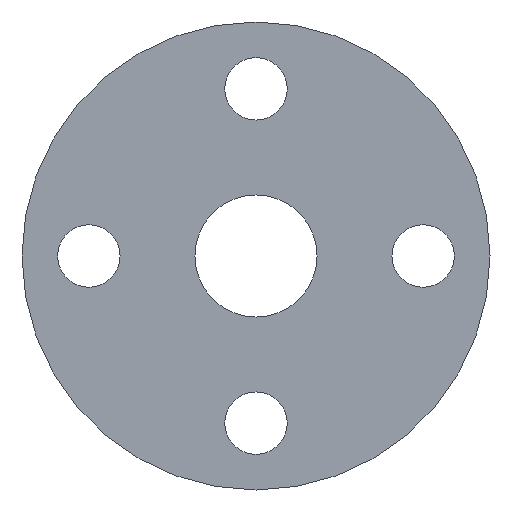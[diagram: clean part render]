
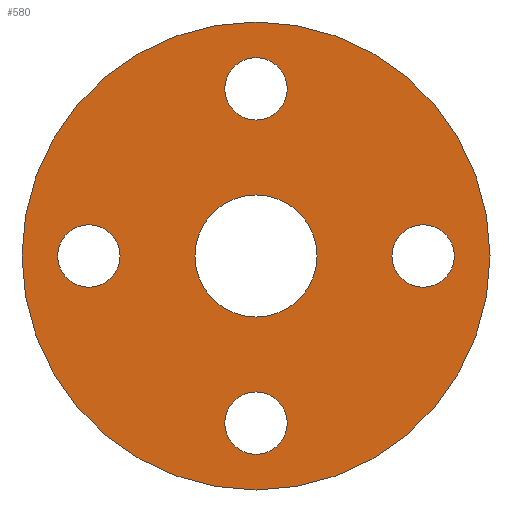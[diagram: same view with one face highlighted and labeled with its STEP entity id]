
A CAD part, front view. The second image highlights one B-rep face of the part: STEP entity #580.
In plain terms, the highlighted planar face has unit normal (0, -1, 0).
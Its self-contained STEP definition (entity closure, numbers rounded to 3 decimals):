
#1 = AXIS2_PLACEMENT_3D ( 'NONE', #343, #527, #157 ) ;
#8 = CIRCLE ( 'NONE', #340, 7. ) ;
#18 = AXIS2_PLACEMENT_3D ( 'NONE', #471, #50, #51 ) ;
#20 = DIRECTION ( 'NONE',  ( 0., 0., 1. ) ) ;
#23 = DIRECTION ( 'NONE',  ( 0., -1., 0. ) ) ;
#29 = VERTEX_POINT ( 'NONE', #405 ) ;
#30 = EDGE_CURVE ( 'NONE', #255, #29, #346, .T. ) ;
#32 = DIRECTION ( 'NONE',  ( 0., -1., 0. ) ) ;
#35 = DIRECTION ( 'NONE',  ( 0., 0., 1. ) ) ;
#48 = CIRCLE ( 'NONE', #237, 7. ) ;
#50 = DIRECTION ( 'NONE',  ( 0., 1., 0. ) ) ;
#51 = DIRECTION ( 'NONE',  ( 0., 0., 1. ) ) ;
#53 = DIRECTION ( 'NONE',  ( 0., -1., 0. ) ) ;
#54 = EDGE_CURVE ( 'NONE', #202, #477, #138, .T. ) ;
#56 = VERTEX_POINT ( 'NONE', #189 ) ;
#65 = CARTESIAN_POINT ( 'NONE',  ( 0., 0., 0. ) ) ;
#81 = ORIENTED_EDGE ( 'NONE', *, *, #54, .F. ) ;
#86 = CARTESIAN_POINT ( 'NONE',  ( 0., 0., 44.5 ) ) ;
#90 = EDGE_CURVE ( 'NONE', #401, #56, #48, .T. ) ;
#94 = ORIENTED_EDGE ( 'NONE', *, *, #495, .F. ) ;
#97 = CARTESIAN_POINT ( 'NONE',  ( 0., 0., -13.7 ) ) ;
#101 = CARTESIAN_POINT ( 'NONE',  ( -44.5, 0., 0. ) ) ;
#104 = DIRECTION ( 'NONE',  ( 0., 0., 1. ) ) ;
#105 = EDGE_CURVE ( 'NONE', #500, #217, #583, .T. ) ;
#106 = ORIENTED_EDGE ( 'NONE', *, *, #105, .T. ) ;
#112 = AXIS2_PLACEMENT_3D ( 'NONE', #333, #484, #20 ) ;
#127 = FACE_BOUND ( 'NONE', #224, .T. ) ;
#133 = EDGE_LOOP ( 'NONE', ( #539, #587 ) ) ;
#138 = CIRCLE ( 'NONE', #377, 52.5 ) ;
#140 = CARTESIAN_POINT ( 'NONE',  ( -30.5, 0., 0. ) ) ;
#152 = EDGE_CURVE ( 'NONE', #29, #255, #504, .T. ) ;
#154 = VERTEX_POINT ( 'NONE', #101 ) ;
#157 = DIRECTION ( 'NONE',  ( -1., 0., 0. ) ) ;
#167 = FACE_BOUND ( 'NONE', #252, .T. ) ;
#170 = CARTESIAN_POINT ( 'NONE',  ( 0., 0., 52.5 ) ) ;
#172 = EDGE_CURVE ( 'NONE', #477, #202, #338, .T. ) ;
#175 = DIRECTION ( 'NONE',  ( 0., -1., 0. ) ) ;
#176 = CARTESIAN_POINT ( 'NONE',  ( 37.5, 0., 0. ) ) ;
#178 = CARTESIAN_POINT ( 'NONE',  ( 0., 0., -37.5 ) ) ;
#183 = DIRECTION ( 'NONE',  ( 1., 0., 0. ) ) ;
#185 = ORIENTED_EDGE ( 'NONE', *, *, #296, .F. ) ;
#189 = CARTESIAN_POINT ( 'NONE',  ( 0., 0., -44.5 ) ) ;
#195 = CARTESIAN_POINT ( 'NONE',  ( 0., 0., 30.5 ) ) ;
#200 = DIRECTION ( 'NONE',  ( -1., 0., 0. ) ) ;
#202 = VERTEX_POINT ( 'NONE', #323 ) ;
#205 = EDGE_LOOP ( 'NONE', ( #494, #81 ) ) ;
#208 = ORIENTED_EDGE ( 'NONE', *, *, #585, .T. ) ;
#216 = FACE_BOUND ( 'NONE', #133, .T. ) ;
#217 = VERTEX_POINT ( 'NONE', #97 ) ;
#221 = DIRECTION ( 'NONE',  ( 1., 0., 0. ) ) ;
#224 = EDGE_LOOP ( 'NONE', ( #106, #208 ) ) ;
#231 = DIRECTION ( 'NONE',  ( 0., 1., 0. ) ) ;
#232 = DIRECTION ( 'NONE',  ( 0., 0., 1. ) ) ;
#237 = AXIS2_PLACEMENT_3D ( 'NONE', #178, #564, #317 ) ;
#246 = ORIENTED_EDGE ( 'NONE', *, *, #30, .F. ) ;
#248 = CARTESIAN_POINT ( 'NONE',  ( 30.5, 0., 0. ) ) ;
#252 = EDGE_LOOP ( 'NONE', ( #407, #246 ) ) ;
#255 = VERTEX_POINT ( 'NONE', #248 ) ;
#263 = CARTESIAN_POINT ( 'NONE',  ( 0., 0., 13.7 ) ) ;
#264 = CARTESIAN_POINT ( 'NONE',  ( 0., 0., 0. ) ) ;
#269 = VERTEX_POINT ( 'NONE', #195 ) ;
#283 = CARTESIAN_POINT ( 'NONE',  ( 0., 0., 0. ) ) ;
#287 = AXIS2_PLACEMENT_3D ( 'NONE', #176, #423, #183 ) ;
#296 = EDGE_CURVE ( 'NONE', #592, #154, #301, .T. ) ;
#301 = CIRCLE ( 'NONE', #1, 7. ) ;
#309 = EDGE_CURVE ( 'NONE', #528, #269, #559, .T. ) ;
#313 = ORIENTED_EDGE ( 'NONE', *, *, #383, .F. ) ;
#315 = AXIS2_PLACEMENT_3D ( 'NONE', #283, #420, #232 ) ;
#317 = DIRECTION ( 'NONE',  ( 0., 0., -1. ) ) ;
#323 = CARTESIAN_POINT ( 'NONE',  ( 0., 0., -52.5 ) ) ;
#333 = CARTESIAN_POINT ( 'NONE',  ( 0., 0., 37.5 ) ) ;
#337 = EDGE_LOOP ( 'NONE', ( #313, #185 ) ) ;
#338 = CIRCLE ( 'NONE', #18, 52.5 ) ;
#340 = AXIS2_PLACEMENT_3D ( 'NONE', #446, #32, #35 ) ;
#343 = CARTESIAN_POINT ( 'NONE',  ( -37.5, 0., 0. ) ) ;
#346 = CIRCLE ( 'NONE', #409, 7. ) ;
#351 = CARTESIAN_POINT ( 'NONE',  ( 0., 0., -37.5 ) ) ;
#352 = AXIS2_PLACEMENT_3D ( 'NONE', #351, #499, #412 ) ;
#358 = FACE_BOUND ( 'NONE', #371, .T. ) ;
#363 = CIRCLE ( 'NONE', #352, 7. ) ;
#371 = EDGE_LOOP ( 'NONE', ( #94, #507 ) ) ;
#377 = AXIS2_PLACEMENT_3D ( 'NONE', #264, #469, #104 ) ;
#383 = EDGE_CURVE ( 'NONE', #154, #592, #509, .T. ) ;
#401 = VERTEX_POINT ( 'NONE', #576 ) ;
#405 = CARTESIAN_POINT ( 'NONE',  ( 44.5, 0., 0. ) ) ;
#407 = ORIENTED_EDGE ( 'NONE', *, *, #152, .F. ) ;
#409 = AXIS2_PLACEMENT_3D ( 'NONE', #590, #175, #221 ) ;
#412 = DIRECTION ( 'NONE',  ( 0., 0., -1. ) ) ;
#420 = DIRECTION ( 'NONE',  ( 0., 1., 0. ) ) ;
#423 = DIRECTION ( 'NONE',  ( 0., -1., 0. ) ) ;
#436 = CARTESIAN_POINT ( 'NONE',  ( -52.5, 0., 0. ) ) ;
#437 = CARTESIAN_POINT ( 'NONE',  ( -37.5, 0., 0. ) ) ;
#446 = CARTESIAN_POINT ( 'NONE',  ( 0., 0., 37.5 ) ) ;
#454 = FACE_BOUND ( 'NONE', #337, .T. ) ;
#468 = AXIS2_PLACEMENT_3D ( 'NONE', #436, #53, #569 ) ;
#469 = DIRECTION ( 'NONE',  ( 0., 1., 0. ) ) ;
#471 = CARTESIAN_POINT ( 'NONE',  ( 0., 0., 0. ) ) ;
#475 = PLANE ( 'NONE',  #468 ) ;
#477 = VERTEX_POINT ( 'NONE', #170 ) ;
#484 = DIRECTION ( 'NONE',  ( 0., -1., 0. ) ) ;
#488 = AXIS2_PLACEMENT_3D ( 'NONE', #65, #231, #563 ) ;
#491 = AXIS2_PLACEMENT_3D ( 'NONE', #437, #23, #200 ) ;
#494 = ORIENTED_EDGE ( 'NONE', *, *, #172, .F. ) ;
#495 = EDGE_CURVE ( 'NONE', #56, #401, #363, .T. ) ;
#499 = DIRECTION ( 'NONE',  ( 0., -1., 0. ) ) ;
#500 = VERTEX_POINT ( 'NONE', #263 ) ;
#504 = CIRCLE ( 'NONE', #287, 7. ) ;
#507 = ORIENTED_EDGE ( 'NONE', *, *, #90, .F. ) ;
#509 = CIRCLE ( 'NONE', #491, 7. ) ;
#517 = CIRCLE ( 'NONE', #488, 13.7 ) ;
#524 = FACE_OUTER_BOUND ( 'NONE', #205, .T. ) ;
#527 = DIRECTION ( 'NONE',  ( 0., -1., 0. ) ) ;
#528 = VERTEX_POINT ( 'NONE', #86 ) ;
#539 = ORIENTED_EDGE ( 'NONE', *, *, #309, .F. ) ;
#554 = EDGE_CURVE ( 'NONE', #269, #528, #8, .T. ) ;
#559 = CIRCLE ( 'NONE', #112, 7. ) ;
#563 = DIRECTION ( 'NONE',  ( 0., 0., 1. ) ) ;
#564 = DIRECTION ( 'NONE',  ( 0., -1., 0. ) ) ;
#569 = DIRECTION ( 'NONE',  ( 0., 0., -1. ) ) ;
#576 = CARTESIAN_POINT ( 'NONE',  ( 0., 0., -30.5 ) ) ;
#580 = ADVANCED_FACE ( 'NONE', ( #454, #216, #167, #358, #127, #524 ), #475, .T. ) ;
#583 = CIRCLE ( 'NONE', #315, 13.7 ) ;
#585 = EDGE_CURVE ( 'NONE', #217, #500, #517, .T. ) ;
#587 = ORIENTED_EDGE ( 'NONE', *, *, #554, .F. ) ;
#590 = CARTESIAN_POINT ( 'NONE',  ( 37.5, 0., 0. ) ) ;
#592 = VERTEX_POINT ( 'NONE', #140 ) ;
